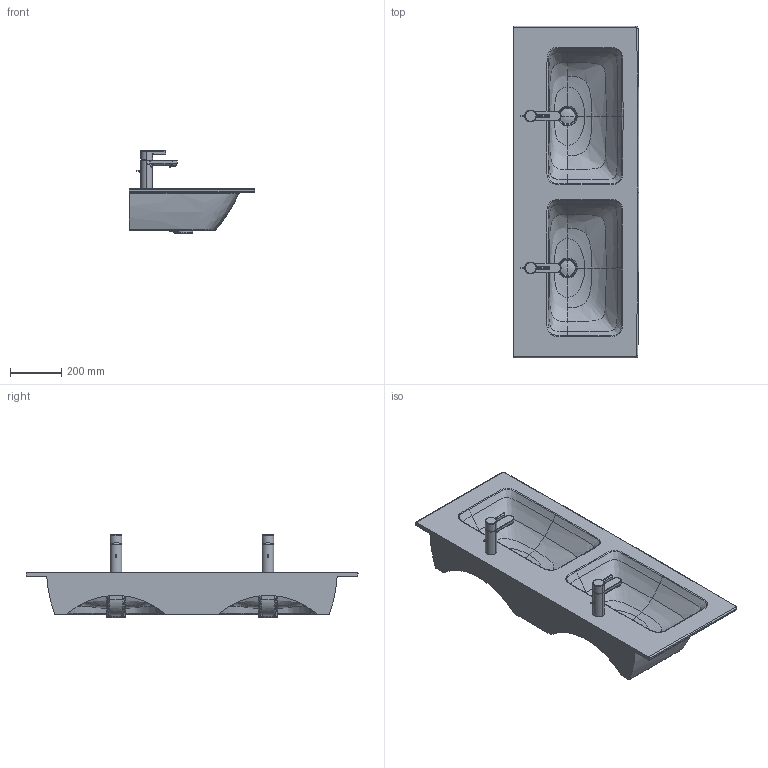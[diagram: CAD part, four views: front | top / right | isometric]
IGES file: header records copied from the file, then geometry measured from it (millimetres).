
Global section: file name: No Iges File Name specified; native system: Autodesk Inventor 2011; preprocessor: AutoDesk Inventor Iges Exporter R2011; author: Administrator; date: 20160608.140010; units: millimetre
Bounding box: 491.31 x 1300.26 x 325.61 mm (x, y, z)
Volume: 34171433.3 mm3; surface area: 2215247.9 mm2
Topology: 13 solids, 13 shells, 698 faces, 1765 edges, 1105 vertices
Faces by surface type: bspline 294, plane 142, cylinder 112, revolution 96, torus 40, cone 10, sphere 4
